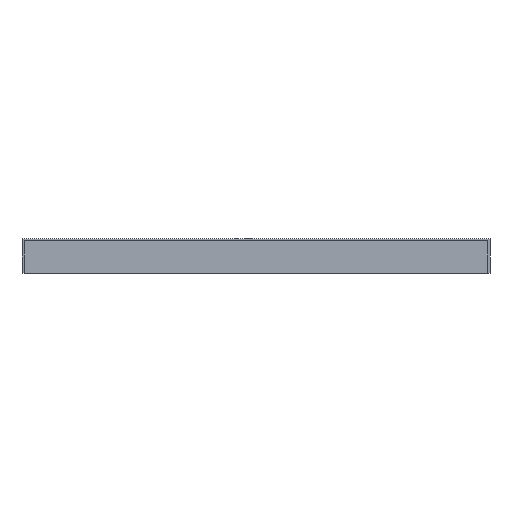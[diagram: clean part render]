
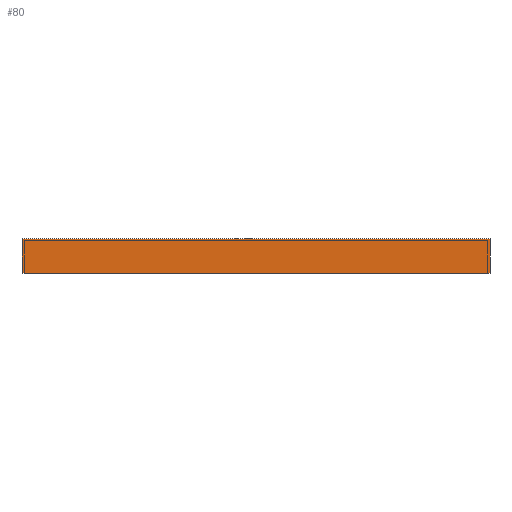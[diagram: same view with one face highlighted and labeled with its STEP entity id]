
A CAD part, front view. The second image highlights one B-rep face of the part: STEP entity #80.
In plain terms, the highlighted planar face has unit normal (0, -1, 0).
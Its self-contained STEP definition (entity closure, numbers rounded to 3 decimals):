
#80 = ADVANCED_FACE( '', ( #141 ), #142, .F. );
#141 = FACE_OUTER_BOUND( '', #191, .T. );
#142 = PLANE( '', #192 );
#191 = EDGE_LOOP( '', ( #234, #235, #236, #237 ) );
#192 = AXIS2_PLACEMENT_3D( '', #238, #239, #240 );
#234 = ORIENTED_EDGE( '', *, *, #328, .F. );
#235 = ORIENTED_EDGE( '', *, *, #329, .F. );
#236 = ORIENTED_EDGE( '', *, *, #330, .F. );
#237 = ORIENTED_EDGE( '', *, *, #331, .F. );
#238 = CARTESIAN_POINT( '', ( 11.275, -500.1, -0.835 ) );
#239 = DIRECTION( '', ( 0., 1., 0. ) );
#240 = DIRECTION( '', ( 0., 0., 1. ) );
#328 = EDGE_CURVE( '', #368, #369, #370, .T. );
#329 = EDGE_CURVE( '', #371, #368, #372, .T. );
#330 = EDGE_CURVE( '', #373, #371, #374, .T. );
#331 = EDGE_CURVE( '', #369, #373, #375, .T. );
#368 = VERTEX_POINT( '', #424 );
#369 = VERTEX_POINT( '', #425 );
#370 = LINE( '', #426, #427 );
#371 = VERTEX_POINT( '', #428 );
#372 = LINE( '', #429, #430 );
#373 = VERTEX_POINT( '', #431 );
#374 = LINE( '', #432, #433 );
#375 = LINE( '', #434, #435 );
#424 = CARTESIAN_POINT( '', ( 11.275, -500.1, 0.835 ) );
#425 = CARTESIAN_POINT( '', ( 11.275, -500.1, -0.835 ) );
#426 = CARTESIAN_POINT( '', ( 11.275, -500.1, 0.835 ) );
#427 = VECTOR( '', #490, 1000. );
#428 = CARTESIAN_POINT( '', ( -11.275, -500.1, 0.835 ) );
#429 = CARTESIAN_POINT( '', ( -11.275, -500.1, 0.835 ) );
#430 = VECTOR( '', #491, 1000. );
#431 = CARTESIAN_POINT( '', ( -11.275, -500.1, -0.835 ) );
#432 = CARTESIAN_POINT( '', ( -11.275, -500.1, -0.835 ) );
#433 = VECTOR( '', #492, 1000. );
#434 = CARTESIAN_POINT( '', ( 11.275, -500.1, -0.835 ) );
#435 = VECTOR( '', #493, 1000. );
#490 = DIRECTION( '', ( 0., 0., -1. ) );
#491 = DIRECTION( '', ( 1., 0., 0. ) );
#492 = DIRECTION( '', ( 0., 0., 1. ) );
#493 = DIRECTION( '', ( -1., 0., 0. ) );
